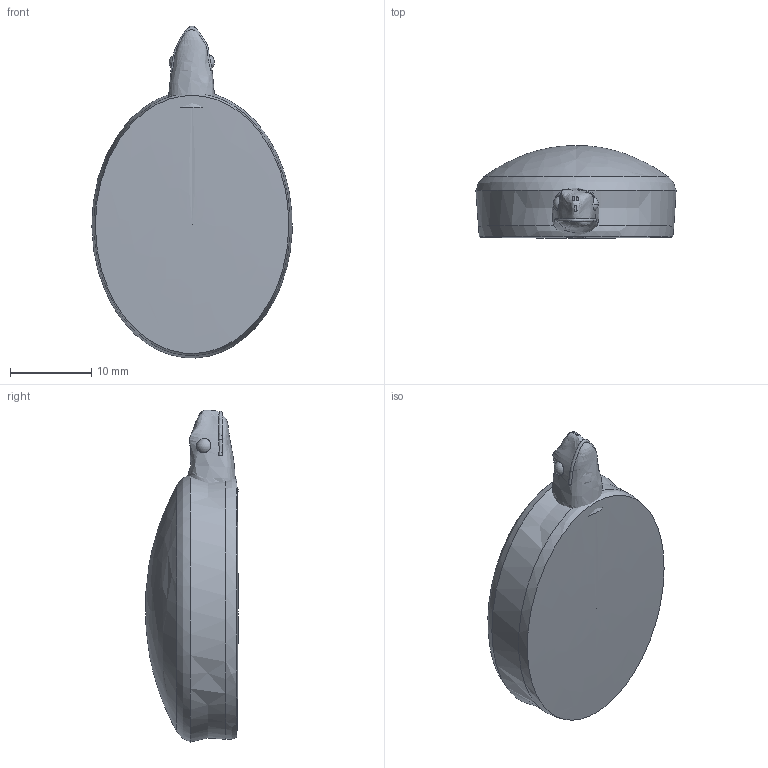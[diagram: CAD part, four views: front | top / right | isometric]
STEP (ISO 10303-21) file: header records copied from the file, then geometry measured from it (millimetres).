
FILE_DESCRIPTION(('FreeCAD Model'),'2;1');
FILE_NAME('Open CASCADE Shape Model','2024-07-18T19:28:05',(''),(''), 'Open CASCADE STEP processor 7.6','FreeCAD','Unknown');
FILE_SCHEMA(('AUTOMOTIVE_DESIGN { 1 0 10303 214 1 1 1 1 }'));
Length unit declared in the file: millimetre
Products named in the file (3): _16_Tutle_100D_Body; Revolution_Body; Fusion003
Assembly tree (2 placements, depth 2):
  _16_Tutle_100D_Body
    Revolution_Body
    Fusion003
Bounding box: 24.71 x 11.48 x 40.98 mm (x, y, z)
Volume: 5925.1 mm3; surface area: 2103.2 mm2
Topology: 2 solids, 2 shells, 25 faces, 54 edges, 36 vertices
Faces by surface type: plane 10, bspline 8, cylinder 4, sphere 3
Entity records: 7766 total; most frequent: CARTESIAN_POINT 6834, ORIENTED_EDGE 104, PCURVE 104, DEFINITIONAL_REPRESENTATION 104, DIRECTION 99, B_SPLINE_CURVE_WITH_KNOTS 85, EDGE_CURVE 52, LINE 49
